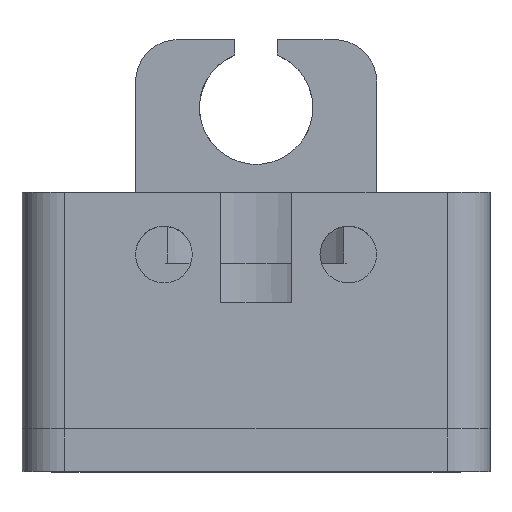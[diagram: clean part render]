
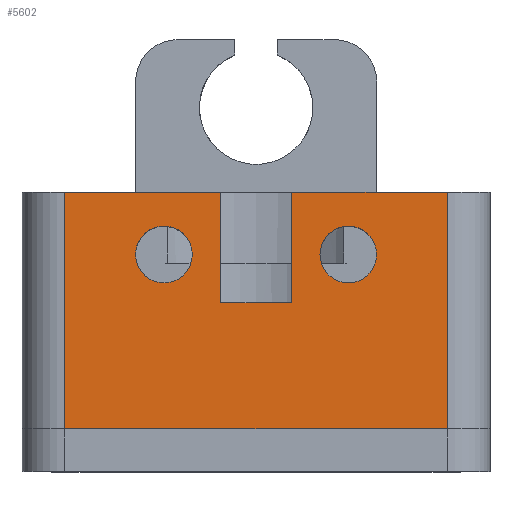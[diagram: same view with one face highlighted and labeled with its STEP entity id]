
A CAD part, top view. The second image highlights one B-rep face of the part: STEP entity #5602.
In plain terms, the highlighted planar face has unit normal (0, 0, 1).
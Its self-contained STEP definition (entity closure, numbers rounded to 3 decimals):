
#2778=CARTESIAN_POINT('',(218.509,268.797,42.));
#2779=VERTEX_POINT('',#2778);
#2787=CARTESIAN_POINT('',(229.519,268.797,42.));
#2788=VERTEX_POINT('',#2787);
#2789=CARTESIAN_POINT('',(218.509,268.797,42.));
#2790=DIRECTION('',(1.,0.,-0.));
#2791=VECTOR('',#2790,11.009);
#2792=LINE('',#2789,#2791);
#2793=EDGE_CURVE('',#2779,#2788,#2792,.T.);
#2830=CARTESIAN_POINT('',(234.519,268.797,42.));
#2831=VERTEX_POINT('',#2830);
#2838=CARTESIAN_POINT('',(245.509,268.797,42.));
#2839=VERTEX_POINT('',#2838);
#2840=CARTESIAN_POINT('',(234.519,268.797,42.));
#2841=DIRECTION('',(1.,0.,-0.));
#2842=VECTOR('',#2841,10.991);
#2843=LINE('',#2840,#2842);
#2844=EDGE_CURVE('',#2831,#2839,#2843,.T.);
#3324=CARTESIAN_POINT('',(245.509,252.097,42.));
#3325=VERTEX_POINT('',#3324);
#3333=CARTESIAN_POINT('',(218.509,252.097,42.));
#3334=VERTEX_POINT('',#3333);
#3335=CARTESIAN_POINT('',(218.509,252.097,42.));
#3336=DIRECTION('',(1.,0.,0.));
#3337=VECTOR('',#3336,27.);
#3338=LINE('',#3335,#3337);
#3339=EDGE_CURVE('',#3334,#3325,#3338,.T.);
#3437=CARTESIAN_POINT('',(227.519,264.395,42.));
#3438=VERTEX_POINT('',#3437);
#3447=CARTESIAN_POINT('',(225.519,262.395,42.));
#3448=VERTEX_POINT('',#3447);
#3449=CARTESIAN_POINT('',(225.519,264.395,42.));
#3450=DIRECTION('',(0.,0.,1.));
#3451=DIRECTION('',(0.,-1.,0.));
#3452=AXIS2_PLACEMENT_3D('',#3449,#3450,#3451);
#3453=CIRCLE('',#3452,2.);
#3454=EDGE_CURVE('',#3438,#3448,#3453,.T.);
#3456=CARTESIAN_POINT('',(225.519,264.395,42.));
#3457=DIRECTION('',(0.,0.,1.));
#3458=DIRECTION('',(0.,-1.,0.));
#3459=AXIS2_PLACEMENT_3D('',#3456,#3457,#3458);
#3460=CIRCLE('',#3459,2.);
#3461=EDGE_CURVE('',#3448,#3438,#3460,.T.);
#3797=CARTESIAN_POINT('',(240.519,264.395,42.));
#3798=VERTEX_POINT('',#3797);
#3807=CARTESIAN_POINT('',(238.519,262.395,42.));
#3808=VERTEX_POINT('',#3807);
#3809=CARTESIAN_POINT('',(238.519,264.395,42.));
#3810=DIRECTION('',(0.,0.,1.));
#3811=DIRECTION('',(0.,-1.,0.));
#3812=AXIS2_PLACEMENT_3D('',#3809,#3810,#3811);
#3813=CIRCLE('',#3812,2.);
#3814=EDGE_CURVE('',#3798,#3808,#3813,.T.);
#3816=CARTESIAN_POINT('',(238.519,264.395,42.));
#3817=DIRECTION('',(0.,0.,1.));
#3818=DIRECTION('',(0.,-1.,0.));
#3819=AXIS2_PLACEMENT_3D('',#3816,#3817,#3818);
#3820=CIRCLE('',#3819,2.);
#3821=EDGE_CURVE('',#3808,#3798,#3820,.T.);
#5550=CARTESIAN_POINT('',(394.519,442.793,42.));
#5551=DIRECTION('',(-0.,0.,1.));
#5552=DIRECTION('',(-1.,-0.,-0.));
#5553=AXIS2_PLACEMENT_3D('',#5550,#5551,#5552);
#5554=PLANE('',#5553);
#5555=ORIENTED_EDGE('',*,*,#2793,.F.);
#5556=CARTESIAN_POINT('',(218.509,268.797,42.));
#5557=DIRECTION('',(0.,-1.,0.));
#5558=VECTOR('',#5557,16.7);
#5559=LINE('',#5556,#5558);
#5560=EDGE_CURVE('',#2779,#3334,#5559,.T.);
#5561=ORIENTED_EDGE('',*,*,#5560,.T.);
#5562=ORIENTED_EDGE('',*,*,#3339,.T.);
#5563=CARTESIAN_POINT('',(245.509,252.097,42.));
#5564=DIRECTION('',(-0.,1.,-0.));
#5565=VECTOR('',#5564,16.7);
#5566=LINE('',#5563,#5565);
#5567=EDGE_CURVE('',#3325,#2839,#5566,.T.);
#5568=ORIENTED_EDGE('',*,*,#5567,.T.);
#5569=ORIENTED_EDGE('',*,*,#2844,.F.);
#5570=CARTESIAN_POINT('',(234.519,260.997,42.));
#5571=VERTEX_POINT('',#5570);
#5572=CARTESIAN_POINT('',(234.519,260.997,42.));
#5573=DIRECTION('',(-0.,1.,-0.));
#5574=VECTOR('',#5573,7.8);
#5575=LINE('',#5572,#5574);
#5576=EDGE_CURVE('',#5571,#2831,#5575,.T.);
#5577=ORIENTED_EDGE('',*,*,#5576,.F.);
#5578=CARTESIAN_POINT('',(229.519,260.997,42.));
#5579=VERTEX_POINT('',#5578);
#5580=CARTESIAN_POINT('',(229.519,260.997,42.));
#5581=DIRECTION('',(1.,0.,0.));
#5582=VECTOR('',#5581,5.);
#5583=LINE('',#5580,#5582);
#5584=EDGE_CURVE('',#5579,#5571,#5583,.T.);
#5585=ORIENTED_EDGE('',*,*,#5584,.F.);
#5586=CARTESIAN_POINT('',(229.519,260.997,42.));
#5587=DIRECTION('',(-0.,1.,-0.));
#5588=VECTOR('',#5587,7.8);
#5589=LINE('',#5586,#5588);
#5590=EDGE_CURVE('',#5579,#2788,#5589,.T.);
#5591=ORIENTED_EDGE('',*,*,#5590,.T.);
#5592=EDGE_LOOP('',(#5555,#5561,#5562,#5568,#5569,#5577,#5585,#5591));
#5593=FACE_BOUND('',#5592,.T.);
#5594=ORIENTED_EDGE('',*,*,#3454,.F.);
#5595=ORIENTED_EDGE('',*,*,#3461,.F.);
#5596=EDGE_LOOP('',(#5594,#5595));
#5597=FACE_BOUND('',#5596,.T.);
#5598=ORIENTED_EDGE('',*,*,#3814,.F.);
#5599=ORIENTED_EDGE('',*,*,#3821,.F.);
#5600=EDGE_LOOP('',(#5598,#5599));
#5601=FACE_BOUND('',#5600,.T.);
#5602=ADVANCED_FACE('',(#5593,#5597,#5601),#5554,.T.);
